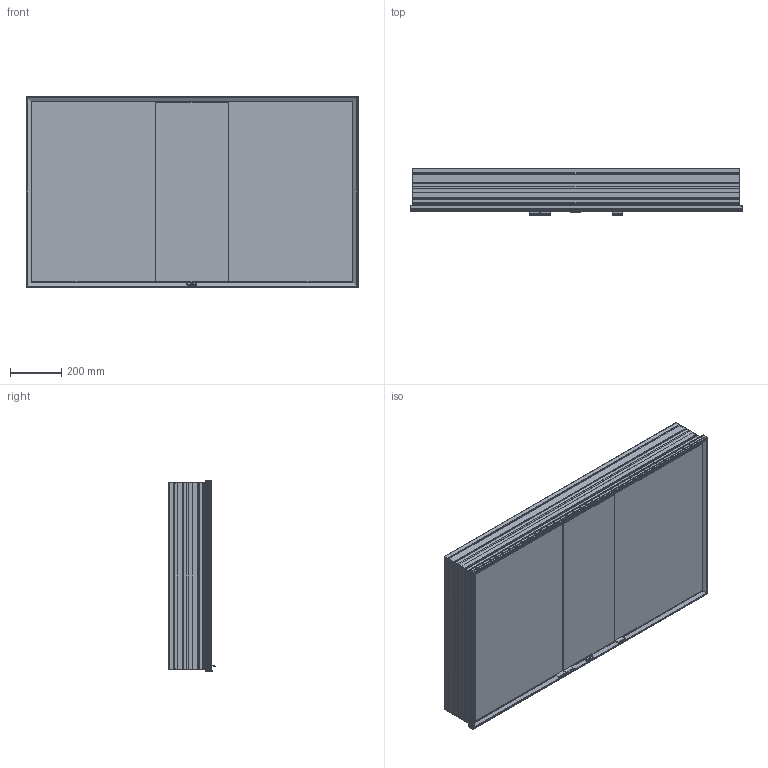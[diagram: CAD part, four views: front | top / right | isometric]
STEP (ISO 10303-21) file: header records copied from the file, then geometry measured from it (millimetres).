
FILE_DESCRIPTION(/* description */ (''),/* implementation_level */ '2;1');
FILE_NAME(/* name */ 'A4581300_AJ067_RFS.stp',/* time_stamp */ '2020-11-10T08:38:37+01:00',/* author */ ('StegeR'),/* organization */ (''),/* preprocessor_version */ 'ST-DEVELOPER v16.1',/* originating_system */ 'Autodesk Inventor 2016',/* authorisation */ '');
FILE_SCHEMA (('AUTOMOTIVE_DESIGN { 1 0 10303 214 3 1 1 }'));
Products named in the file (1): A4581300_AJ067_RFS
Bounding box: 1300 x 180.56 x 750 mm (x, y, z)
Volume: 15529056.3 mm3; surface area: 10146696.5 mm2
Topology: 61 solids, 61 shells, 3540 faces, 9823 edges, 6394 vertices
Faces by surface type: plane 1697, cylinder 1639, torus 118, sphere 40, bspline 38, cone 8
Full cylindrical faces by diameter (mm): 0.517 x1, 2.4 x2, 3.5 x2, 6 x10, 13.1 x3, 38.2 x2, 40.5 x2, 41.7 x2, 41.712 x2
Entity records: 114252 total; most frequent: CARTESIAN_POINT 20751, DIRECTION 20177, ORIENTED_EDGE 19530, EDGE_CURVE 9765, AXIS2_PLACEMENT_3D 6963, VERTEX_POINT 6390, LINE 6251, VECTOR 6251
